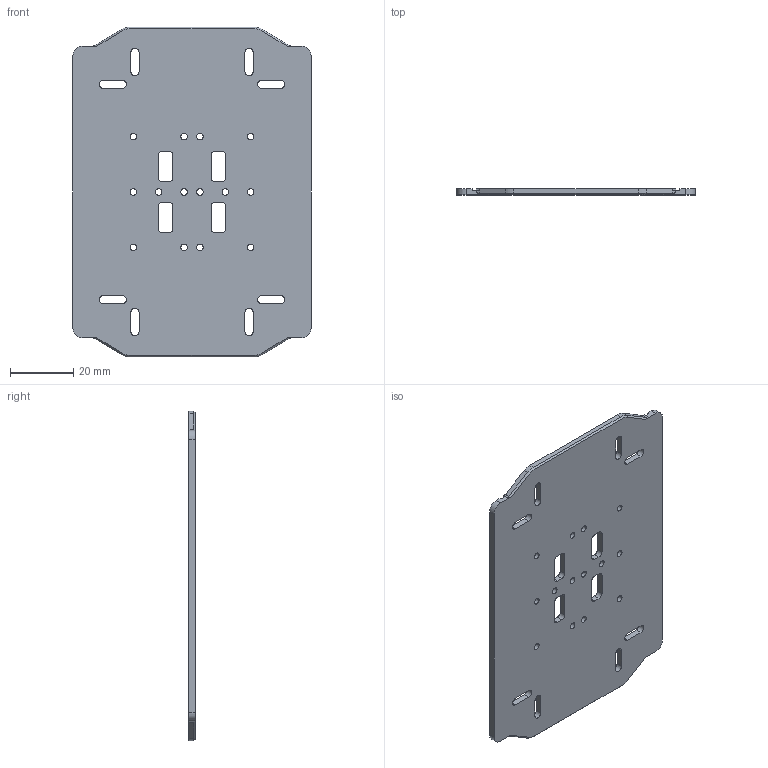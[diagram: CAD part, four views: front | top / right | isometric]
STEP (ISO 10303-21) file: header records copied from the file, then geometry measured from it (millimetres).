
FILE_DESCRIPTION(/* description */ (''),/* implementation_level */ '2;1');
FILE_NAME(/* name */ '18_FR07_E160.step',/* time_stamp */ '2011-05-25T17:53:26-04:00',/* author */ (''),/* organization */ (''),/* preprocessor_version */ 'ST-DEVELOPER v11',/* originating_system */ 'SIEMENS PLM Software NX 7.0',/* authorisation */ '');
FILE_SCHEMA (('AUTOMOTIVE_DESIGN { 1 0 10303 214 1 1 1 1 }'));
Length unit declared in the file: millimetre
Products named in the file (1): 18_FR07_E160
Bounding box: 75.13 x 2 x 104 mm (x, y, z)
Volume: 13988.4 mm3; surface area: 15800.6 mm2
Topology: 1 solids, 1 shells, 168 faces, 458 edges, 292 vertices
Faces by surface type: cylinder 72, plane 64, cone 32
Entity records: 5446 total; most frequent: DIRECTION 972, CARTESIAN_POINT 919, ORIENTED_EDGE 916, EDGE_CURVE 458, AXIS2_PLACEMENT_3D 345, VERTEX_POINT 292, LINE 282, VECTOR 282
